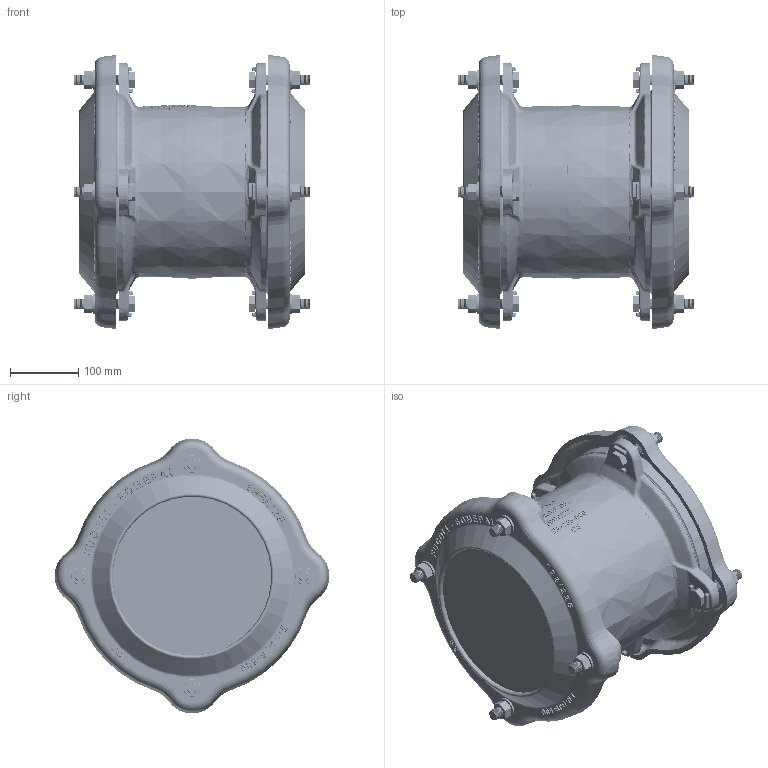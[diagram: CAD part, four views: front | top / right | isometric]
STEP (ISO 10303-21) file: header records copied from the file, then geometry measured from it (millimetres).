
FILE_DESCRIPTION (( 'STEP AP214' ), '1' );
FILE_NAME ('Junta Multimateriais GFIX_MED 198-228.STEP', '2014-09-15T14:27:35', ( '' ), ( '' ), 'SwSTEP 2.0', 'SolidWorks 2014', '' );
FILE_SCHEMA (( 'AUTOMOTIVE_DESIGN' ));
Length unit declared in the file: millimetre
Products named in the file (1): Junta Multimateriais GFIX_MED 198-228
Bounding box: 345.64 x 401.56 x 401.56 mm (x, y, z)
Volume: 19478180.7 mm3; surface area: 806968 mm2
Topology: 25 solids, 25 shells, 6790 faces, 15210 edges, 8604 vertices
Faces by surface type: cone 2506, bspline 2205, cylinder 1188, plane 646, torus 165, sphere 80
Entity records: 352403 total; most frequent: CARTESIAN_POINT 218326, ORIENTED_EDGE 30388, DIRECTION 23317, EDGE_CURVE 15194, AXIS2_PLACEMENT_3D 9343, VERTEX_POINT 8604, EDGE_LOOP 7004, ADVANCED_FACE 6790
